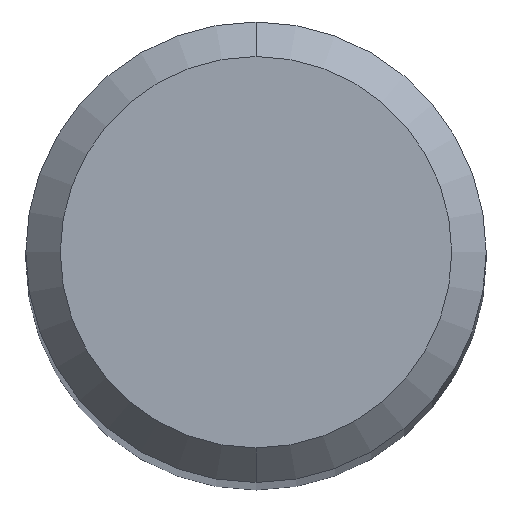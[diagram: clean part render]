
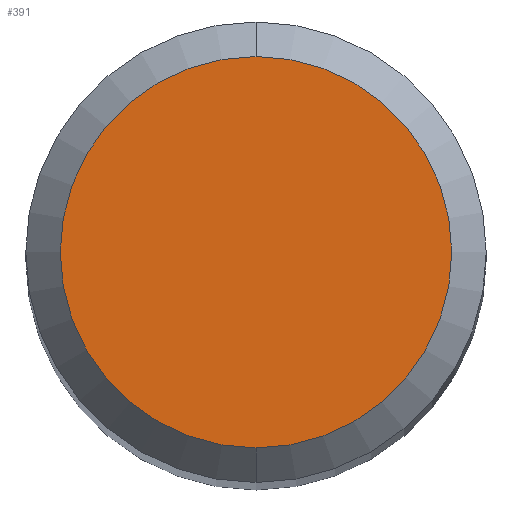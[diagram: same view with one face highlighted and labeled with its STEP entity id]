
A CAD part, top view. The second image highlights one B-rep face of the part: STEP entity #391.
In plain terms, the highlighted planar face has unit normal (0, 0, 1).
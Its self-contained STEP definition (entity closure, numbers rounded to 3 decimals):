
#391=ADVANCED_FACE('',(#1062),#1063,.T.);
#433=EDGE_CURVE('',#521,#545,#1107,.T.);
#521=VERTEX_POINT('',#1205);
#545=VERTEX_POINT('',#1231);
#755=EDGE_CURVE('',#545,#521,#1460,.T.);
#1062=FACE_OUTER_BOUND('',#1807,.T.);
#1063=PLANE('',#1808);
#1107=CIRCLE('',#2002,1.7);
#1205=CARTESIAN_POINT('',(0.,-1.7,0.0));
#1231=CARTESIAN_POINT('',(0.0,1.7,0.0));
#1460=CIRCLE('',#2953,1.7);
#1807=EDGE_LOOP('',(#3811,#3812));
#1808=AXIS2_PLACEMENT_3D('',#3813,#3814,#3815);
#2002=AXIS2_PLACEMENT_3D('',#3843,#3844,#3845);
#2953=AXIS2_PLACEMENT_3D('',#4218,#4219,#4220);
#3811=ORIENTED_EDGE('',*,*,#755,.F.);
#3812=ORIENTED_EDGE('',*,*,#433,.F.);
#3813=CARTESIAN_POINT('',(0.0,0.85,0.0));
#3814=DIRECTION('',(-0.0,0.0,1.0));
#3815=DIRECTION('',(0.0,-1.0,0.0));
#3843=CARTESIAN_POINT('',(0.0,0.0,0.0));
#3844=DIRECTION('',(0.0,0.0,-1.0));
#3845=DIRECTION('',(0.0,1.0,0.0));
#4218=CARTESIAN_POINT('',(0.0,0.0,0.0));
#4219=DIRECTION('',(0.0,0.0,-1.0));
#4220=DIRECTION('',(0.0,1.0,0.0));
